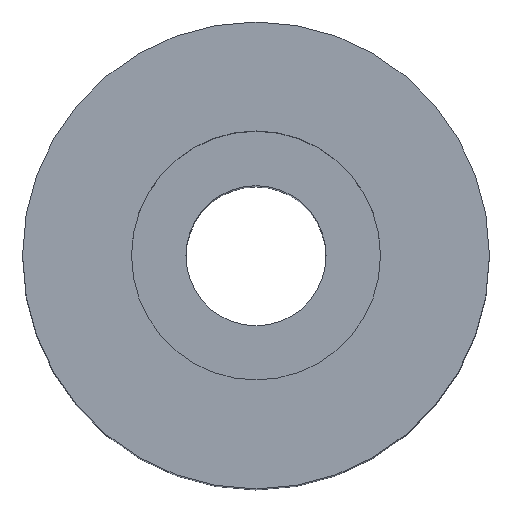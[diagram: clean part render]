
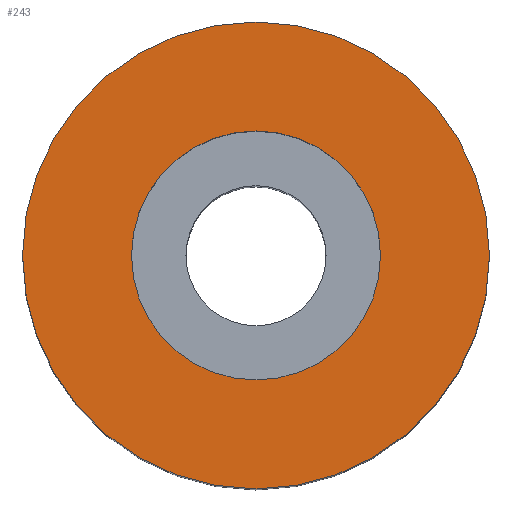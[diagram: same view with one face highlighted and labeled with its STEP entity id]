
A CAD part, top view. The second image highlights one B-rep face of the part: STEP entity #243.
In plain terms, the highlighted planar face has unit normal (0, 0, 1).
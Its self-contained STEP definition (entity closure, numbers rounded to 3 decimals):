
#7 = CARTESIAN_POINT ( 'NONE',  ( -7.5, 0., 20. ) ) ;
#18 = DIRECTION ( 'NONE',  ( 0., 0., -1. ) ) ;
#26 = EDGE_CURVE ( 'NONE', #272, #397, #325, .T. ) ;
#27 = FACE_BOUND ( 'NONE', #187, .T. ) ;
#34 = DIRECTION ( 'NONE',  ( 1., 0., 0. ) ) ;
#78 = CARTESIAN_POINT ( 'NONE',  ( 0., 0., 20. ) ) ;
#87 = DIRECTION ( 'NONE',  ( 1., 0., 0. ) ) ;
#91 = ORIENTED_EDGE ( 'NONE', *, *, #127, .F. ) ;
#127 = EDGE_CURVE ( 'NONE', #250, #310, #133, .T. ) ;
#128 = DIRECTION ( 'NONE',  ( 0., 0., 1. ) ) ;
#130 = ORIENTED_EDGE ( 'NONE', *, *, #26, .T. ) ;
#133 = CIRCLE ( 'NONE', #195, 4. ) ;
#140 = ORIENTED_EDGE ( 'NONE', *, *, #365, .T. ) ;
#141 = DIRECTION ( 'NONE',  ( -1., 0., 0. ) ) ;
#149 = DIRECTION ( 'NONE',  ( 1., 0., 0. ) ) ;
#150 = FACE_OUTER_BOUND ( 'NONE', #380, .T. ) ;
#157 = CIRCLE ( 'NONE', #214, 7.5 ) ;
#181 = ORIENTED_EDGE ( 'NONE', *, *, #290, .F. ) ;
#182 = CARTESIAN_POINT ( 'NONE',  ( 0., 0., 20. ) ) ;
#187 = EDGE_LOOP ( 'NONE', ( #181, #91 ) ) ;
#194 = DIRECTION ( 'NONE',  ( 0., 0., 1. ) ) ;
#195 = AXIS2_PLACEMENT_3D ( 'NONE', #78, #128, #87 ) ;
#198 = CARTESIAN_POINT ( 'NONE',  ( 0., 0., 20. ) ) ;
#214 = AXIS2_PLACEMENT_3D ( 'NONE', #198, #409, #256 ) ;
#224 = CARTESIAN_POINT ( 'NONE',  ( 7.5, 0., 20. ) ) ;
#243 = ADVANCED_FACE ( 'NONE', ( #27, #150 ), #254, .F. ) ;
#246 = AXIS2_PLACEMENT_3D ( 'NONE', #224, #18, #141 ) ;
#250 = VERTEX_POINT ( 'NONE', #271 ) ;
#254 = PLANE ( 'NONE',  #246 ) ;
#256 = DIRECTION ( 'NONE',  ( 1., 0., 0. ) ) ;
#259 = CARTESIAN_POINT ( 'NONE',  ( 0., 0., 20. ) ) ;
#262 = CARTESIAN_POINT ( 'NONE',  ( 7.5, 0., 20. ) ) ;
#271 = CARTESIAN_POINT ( 'NONE',  ( -4., 0., 20. ) ) ;
#272 = VERTEX_POINT ( 'NONE', #262 ) ;
#285 = CARTESIAN_POINT ( 'NONE',  ( 4., 0., 20. ) ) ;
#290 = EDGE_CURVE ( 'NONE', #310, #250, #371, .T. ) ;
#294 = AXIS2_PLACEMENT_3D ( 'NONE', #182, #314, #149 ) ;
#305 = AXIS2_PLACEMENT_3D ( 'NONE', #259, #194, #34 ) ;
#310 = VERTEX_POINT ( 'NONE', #285 ) ;
#314 = DIRECTION ( 'NONE',  ( 0., 0., 1. ) ) ;
#325 = CIRCLE ( 'NONE', #294, 7.5 ) ;
#365 = EDGE_CURVE ( 'NONE', #397, #272, #157, .T. ) ;
#371 = CIRCLE ( 'NONE', #305, 4. ) ;
#380 = EDGE_LOOP ( 'NONE', ( #130, #140 ) ) ;
#397 = VERTEX_POINT ( 'NONE', #7 ) ;
#409 = DIRECTION ( 'NONE',  ( 0., 0., 1. ) ) ;
